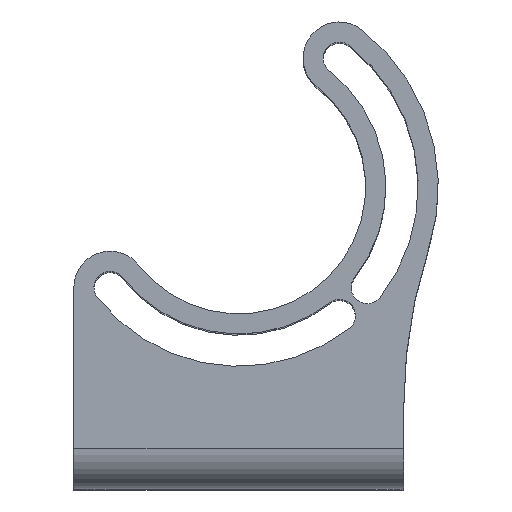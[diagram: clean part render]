
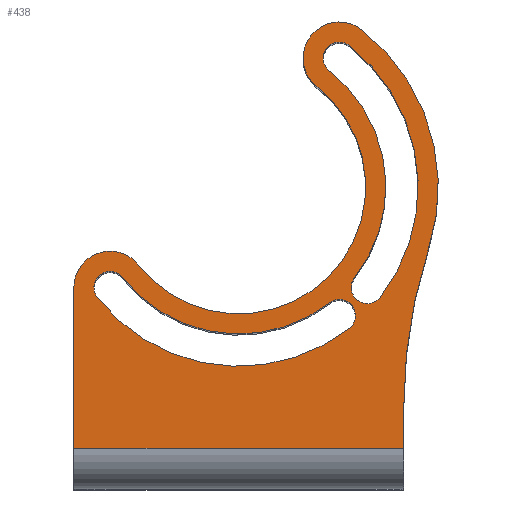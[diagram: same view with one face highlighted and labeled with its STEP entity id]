
A CAD part, top view. The second image highlights one B-rep face of the part: STEP entity #438.
In plain terms, the highlighted planar face has unit normal (0, 0, 1).
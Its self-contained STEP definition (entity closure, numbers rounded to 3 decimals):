
#1 = EDGE_CURVE ( 'NONE', #234, #704, #394, .T. ) ;
#70 = EDGE_CURVE ( 'NONE', #2157, #921, #2642, .T. ) ;
#71 = CIRCLE ( 'NONE', #1585, 17.788 ) ;
#78 = CARTESIAN_POINT ( 'NONE',  ( -14.01, 18.969, 37. ) ) ;
#85 = ORIENTED_EDGE ( 'NONE', *, *, #1565, .F. ) ;
#108 = ORIENTED_EDGE ( 'NONE', *, *, #407, .T. ) ;
#147 = EDGE_LOOP ( 'NONE', ( #2814, #492, #1533, #1594, #2483, #1042, #108, #505 ) ) ;
#149 = DIRECTION ( 'NONE',  ( 1., 0., 0. ) ) ;
#166 = VERTEX_POINT ( 'NONE', #78 ) ;
#180 = ORIENTED_EDGE ( 'NONE', *, *, #2946, .T. ) ;
#197 = AXIS2_PLACEMENT_3D ( 'NONE', #2000, #579, #2413 ) ;
#198 = AXIS2_PLACEMENT_3D ( 'NONE', #2780, #2314, #3016 ) ;
#234 = VERTEX_POINT ( 'NONE', #550 ) ;
#254 = DIRECTION ( 'NONE',  ( 1., 0., 0. ) ) ;
#259 = VERTEX_POINT ( 'NONE', #2004 ) ;
#267 = DIRECTION ( 'NONE',  ( 0., 1., 0. ) ) ;
#269 = CARTESIAN_POINT ( 'NONE',  ( -16.35, 4., 37. ) ) ;
#280 = CARTESIAN_POINT ( 'NONE',  ( 11.49, 20.941, 37. ) ) ;
#326 = DIRECTION ( 'NONE',  ( 1., 0., 0. ) ) ;
#364 = VERTEX_POINT ( 'NONE', #2279 ) ;
#394 = CIRCLE ( 'NONE', #548, 12.588 ) ;
#395 = DIRECTION ( 'NONE',  ( 1., 0., 0. ) ) ;
#397 = CARTESIAN_POINT ( 'NONE',  ( 14.01, 18.969, 37. ) ) ;
#407 = EDGE_CURVE ( 'NONE', #991, #704, #1731, .T. ) ;
#438 = ADVANCED_FACE ( 'NONE', ( #2470, #2031, #2944 ), #866, .F. ) ;
#466 = DIRECTION ( 'NONE',  ( 0., -1., 0. ) ) ;
#472 = CIRCLE ( 'NONE', #2324, 14.588 ) ;
#492 = ORIENTED_EDGE ( 'NONE', *, *, #1782, .F. ) ;
#496 = EDGE_CURVE ( 'NONE', #234, #1205, #1133, .T. ) ;
#505 = ORIENTED_EDGE ( 'NONE', *, *, #1, .F. ) ;
#527 = CARTESIAN_POINT ( 'NONE',  ( 8.989, 18.439, 37. ) ) ;
#528 = CIRCLE ( 'NONE', #2568, 19.788 ) ;
#541 = DIRECTION ( 'NONE',  ( 0., 1., 0. ) ) ;
#548 = AXIS2_PLACEMENT_3D ( 'NONE', #2268, #882, #2298 ) ;
#550 = CARTESIAN_POINT ( 'NONE',  ( -9.915, 22.173, 37. ) ) ;
#579 = DIRECTION ( 'NONE',  ( 0., 0., 1. ) ) ;
#605 = VERTEX_POINT ( 'NONE', #1879 ) ;
#624 = DIRECTION ( 'NONE',  ( 1., 0., 0. ) ) ;
#656 = CARTESIAN_POINT ( 'NONE',  ( 9.975, 42.679, 37. ) ) ;
#665 = VECTOR ( 'NONE', #541, 1000. ) ;
#668 = EDGE_CURVE ( 'NONE', #605, #1458, #1926, .T. ) ;
#672 = DIRECTION ( 'NONE',  ( 0., 0., 1. ) ) ;
#704 = VERTEX_POINT ( 'NONE', #1550 ) ;
#794 = DIRECTION ( 'NONE',  ( 1., 0., 0. ) ) ;
#817 = LINE ( 'NONE', #1758, #1400 ) ;
#866 = PLANE ( 'NONE',  #1482 ) ;
#882 = DIRECTION ( 'NONE',  ( 0., 0., 1. ) ) ;
#893 = CARTESIAN_POINT ( 'NONE',  ( 0., 29.929, 37. ) ) ;
#921 = VERTEX_POINT ( 'NONE', #527 ) ;
#948 = EDGE_CURVE ( 'NONE', #2157, #166, #1830, .T. ) ;
#991 = VERTEX_POINT ( 'NONE', #2228 ) ;
#1002 = AXIS2_PLACEMENT_3D ( 'NONE', #1026, #1959, #794 ) ;
#1026 = CARTESIAN_POINT ( 'NONE',  ( 12.75, 19.955, 37. ) ) ;
#1039 = CARTESIAN_POINT ( 'NONE',  ( 0., 29.929, 37. ) ) ;
#1042 = ORIENTED_EDGE ( 'NONE', *, *, #2918, .T. ) ;
#1064 = VECTOR ( 'NONE', #267, 1000. ) ;
#1068 = ORIENTED_EDGE ( 'NONE', *, *, #1560, .F. ) ;
#1071 = CARTESIAN_POINT ( 'NONE',  ( 16.35, 8., 37. ) ) ;
#1133 = CIRCLE ( 'NONE', #198, 3.6 ) ;
#1198 = AXIS2_PLACEMENT_3D ( 'NONE', #1495, #2421, #326 ) ;
#1205 = VERTEX_POINT ( 'NONE', #2714 ) ;
#1225 = ORIENTED_EDGE ( 'NONE', *, *, #70, .T. ) ;
#1235 = VERTEX_POINT ( 'NONE', #1505 ) ;
#1311 = DIRECTION ( 'NONE',  ( 0., 0., 1. ) ) ;
#1318 = EDGE_CURVE ( 'NONE', #1235, #364, #1786, .T. ) ;
#1400 = VECTOR ( 'NONE', #149, 1000. ) ;
#1402 = LINE ( 'NONE', #2364, #1064 ) ;
#1449 = ORIENTED_EDGE ( 'NONE', *, *, #948, .F. ) ;
#1458 = VERTEX_POINT ( 'NONE', #1071 ) ;
#1482 = AXIS2_PLACEMENT_3D ( 'NONE', #2726, #2089, #466 ) ;
#1495 = CARTESIAN_POINT ( 'NONE',  ( -12.75, 19.955, 37. ) ) ;
#1499 = CARTESIAN_POINT ( 'NONE',  ( 68.217, 8., 37. ) ) ;
#1505 = CARTESIAN_POINT ( 'NONE',  ( 10.96, 43.939, 37. ) ) ;
#1509 = ORIENTED_EDGE ( 'NONE', *, *, #2787, .F. ) ;
#1533 = ORIENTED_EDGE ( 'NONE', *, *, #1831, .T. ) ;
#1546 = CIRCLE ( 'NONE', #1749, 1.6 ) ;
#1550 = CARTESIAN_POINT ( 'NONE',  ( 7.756, 39.844, 37. ) ) ;
#1560 = EDGE_CURVE ( 'NONE', #2050, #2128, #2307, .T. ) ;
#1565 = EDGE_CURVE ( 'NONE', #166, #259, #71, .T. ) ;
#1572 = DIRECTION ( 'NONE',  ( 1., 0., 0. ) ) ;
#1585 = AXIS2_PLACEMENT_3D ( 'NONE', #1039, #1973, #2234 ) ;
#1594 = ORIENTED_EDGE ( 'NONE', *, *, #2371, .T. ) ;
#1662 = EDGE_LOOP ( 'NONE', ( #1068, #180, #2861, #1509 ) ) ;
#1671 = CARTESIAN_POINT ( 'NONE',  ( 16.35, 4., 37. ) ) ;
#1673 = CIRCLE ( 'NONE', #197, 17.788 ) ;
#1712 = LINE ( 'NONE', #2434, #665 ) ;
#1729 = EDGE_LOOP ( 'NONE', ( #1449, #1225, #2755, #85 ) ) ;
#1731 = CIRCLE ( 'NONE', #1968, 3.6 ) ;
#1749 = AXIS2_PLACEMENT_3D ( 'NONE', #2826, #2129, #2377 ) ;
#1758 = CARTESIAN_POINT ( 'NONE',  ( -16.35, 4., 37. ) ) ;
#1782 = EDGE_CURVE ( 'NONE', #2619, #1205, #1402, .T. ) ;
#1786 = CIRCLE ( 'NONE', #2366, 1.6 ) ;
#1823 = DIRECTION ( 'NONE',  ( 1., 0., 0. ) ) ;
#1830 = CIRCLE ( 'NONE', #1198, 1.6 ) ;
#1831 = EDGE_CURVE ( 'NONE', #2619, #1885, #817, .T. ) ;
#1854 = DIRECTION ( 'NONE',  ( 0., 0., 1. ) ) ;
#1855 = CARTESIAN_POINT ( 'NONE',  ( 9.975, 42.679, 37. ) ) ;
#1879 = CARTESIAN_POINT ( 'NONE',  ( 18.839, 23.873, 37. ) ) ;
#1885 = VERTEX_POINT ( 'NONE', #1671 ) ;
#1926 = CIRCLE ( 'NONE', #2452, 51.867 ) ;
#1959 = DIRECTION ( 'NONE',  ( 0., 0., 1. ) ) ;
#1968 = AXIS2_PLACEMENT_3D ( 'NONE', #656, #1854, #1572 ) ;
#1973 = DIRECTION ( 'NONE',  ( 0., 0., 1. ) ) ;
#2000 = CARTESIAN_POINT ( 'NONE',  ( 0., 29.929, 37. ) ) ;
#2004 = CARTESIAN_POINT ( 'NONE',  ( 10.96, 15.919, 37. ) ) ;
#2031 = FACE_BOUND ( 'NONE', #1662, .T. ) ;
#2039 = DIRECTION ( 'NONE',  ( 0., 0., 1. ) ) ;
#2050 = VERTEX_POINT ( 'NONE', #280 ) ;
#2063 = AXIS2_PLACEMENT_3D ( 'NONE', #2819, #2398, #254 ) ;
#2069 = EDGE_CURVE ( 'NONE', #259, #921, #1546, .T. ) ;
#2089 = DIRECTION ( 'NONE',  ( 0., 0., -1. ) ) ;
#2128 = VERTEX_POINT ( 'NONE', #397 ) ;
#2129 = DIRECTION ( 'NONE',  ( 0., 0., 1. ) ) ;
#2157 = VERTEX_POINT ( 'NONE', #2258 ) ;
#2228 = CARTESIAN_POINT ( 'NONE',  ( 12.193, 45.515, 37. ) ) ;
#2234 = DIRECTION ( 'NONE',  ( 1., 0., 0. ) ) ;
#2258 = CARTESIAN_POINT ( 'NONE',  ( -11.49, 20.941, 37. ) ) ;
#2260 = DIRECTION ( 'NONE',  ( 1., 0., 0. ) ) ;
#2268 = CARTESIAN_POINT ( 'NONE',  ( 0., 29.929, 37. ) ) ;
#2279 = CARTESIAN_POINT ( 'NONE',  ( 8.989, 41.419, 37. ) ) ;
#2298 = DIRECTION ( 'NONE',  ( 1., 0., 0. ) ) ;
#2307 = CIRCLE ( 'NONE', #1002, 1.6 ) ;
#2314 = DIRECTION ( 'NONE',  ( 0., 0., 1. ) ) ;
#2324 = AXIS2_PLACEMENT_3D ( 'NONE', #893, #2524, #624 ) ;
#2364 = CARTESIAN_POINT ( 'NONE',  ( -16.35, 4., 37. ) ) ;
#2366 = AXIS2_PLACEMENT_3D ( 'NONE', #1855, #672, #1823 ) ;
#2371 = EDGE_CURVE ( 'NONE', #1885, #1458, #1712, .T. ) ;
#2377 = DIRECTION ( 'NONE',  ( 1., 0., 0. ) ) ;
#2398 = DIRECTION ( 'NONE',  ( 0., 0., 1. ) ) ;
#2413 = DIRECTION ( 'NONE',  ( 1., 0., 0. ) ) ;
#2421 = DIRECTION ( 'NONE',  ( 0., 0., 1. ) ) ;
#2434 = CARTESIAN_POINT ( 'NONE',  ( 16.35, 4., 37. ) ) ;
#2452 = AXIS2_PLACEMENT_3D ( 'NONE', #1499, #2039, #395 ) ;
#2470 = FACE_BOUND ( 'NONE', #1729, .T. ) ;
#2482 = CARTESIAN_POINT ( 'NONE',  ( 0., 29.929, 37. ) ) ;
#2483 = ORIENTED_EDGE ( 'NONE', *, *, #668, .F. ) ;
#2524 = DIRECTION ( 'NONE',  ( 0., 0., 1. ) ) ;
#2568 = AXIS2_PLACEMENT_3D ( 'NONE', #2482, #1311, #2260 ) ;
#2619 = VERTEX_POINT ( 'NONE', #269 ) ;
#2642 = CIRCLE ( 'NONE', #2063, 14.588 ) ;
#2714 = CARTESIAN_POINT ( 'NONE',  ( -16.35, 19.955, 37. ) ) ;
#2726 = CARTESIAN_POINT ( 'NONE',  ( 5.076, 22.042, 37. ) ) ;
#2755 = ORIENTED_EDGE ( 'NONE', *, *, #2069, .F. ) ;
#2780 = CARTESIAN_POINT ( 'NONE',  ( -12.75, 19.955, 37. ) ) ;
#2787 = EDGE_CURVE ( 'NONE', #2128, #1235, #1673, .T. ) ;
#2814 = ORIENTED_EDGE ( 'NONE', *, *, #496, .T. ) ;
#2819 = CARTESIAN_POINT ( 'NONE',  ( 0., 29.929, 37. ) ) ;
#2826 = CARTESIAN_POINT ( 'NONE',  ( 9.975, 17.179, 37. ) ) ;
#2861 = ORIENTED_EDGE ( 'NONE', *, *, #1318, .F. ) ;
#2918 = EDGE_CURVE ( 'NONE', #605, #991, #528, .T. ) ;
#2944 = FACE_OUTER_BOUND ( 'NONE', #147, .T. ) ;
#2946 = EDGE_CURVE ( 'NONE', #2050, #364, #472, .T. ) ;
#3016 = DIRECTION ( 'NONE',  ( 1., 0., 0. ) ) ;
